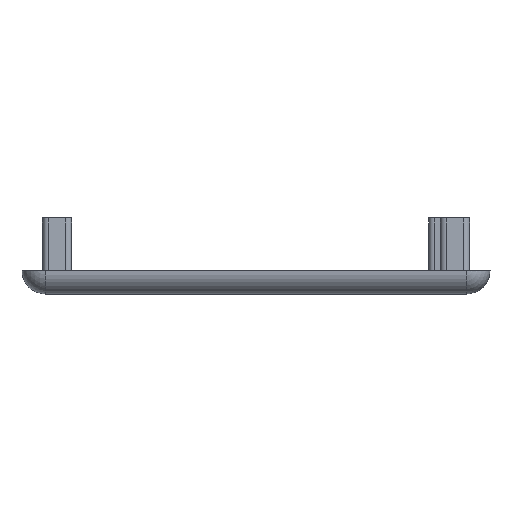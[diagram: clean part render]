
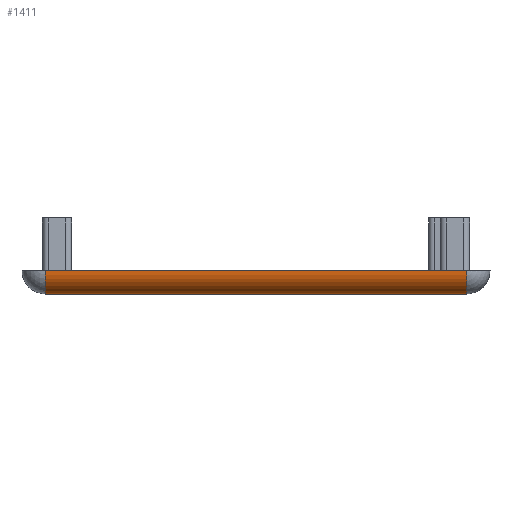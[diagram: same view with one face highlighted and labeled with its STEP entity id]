
A CAD part, front view. The second image highlights one B-rep face of the part: STEP entity #1411.
In plain terms, the highlighted cylindrical face has radius 4 mm (diameter 8 mm), a partial arc.
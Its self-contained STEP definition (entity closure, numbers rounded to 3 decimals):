
#28 = VERTEX_POINT ( 'NONE', #1930 ) ;
#31 = ORIENTED_EDGE ( 'NONE', *, *, #992, .T. ) ;
#79 = CIRCLE ( 'NONE', #1906, 4. ) ;
#95 = CARTESIAN_POINT ( 'NONE',  ( 12.96, -41., 0. ) ) ;
#119 = CARTESIAN_POINT ( 'NONE',  ( -36., -37., 0. ) ) ;
#351 = LINE ( 'NONE', #1888, #1237 ) ;
#376 = DIRECTION ( 'NONE',  ( 0., 0., -1. ) ) ;
#504 = DIRECTION ( 'NONE',  ( 1., 0., 0. ) ) ;
#507 = DIRECTION ( 'NONE',  ( 1., 0., 0. ) ) ;
#547 = CIRCLE ( 'NONE', #1654, 4. ) ;
#592 = EDGE_CURVE ( 'NONE', #28, #1802, #79, .T. ) ;
#679 = EDGE_LOOP ( 'NONE', ( #1530, #31, #1227, #967 ) ) ;
#700 = CARTESIAN_POINT ( 'NONE',  ( 36., -37., -4. ) ) ;
#792 = FACE_OUTER_BOUND ( 'NONE', #679, .T. ) ;
#911 = DIRECTION ( 'NONE',  ( 0., 0., -1. ) ) ;
#941 = CARTESIAN_POINT ( 'NONE',  ( 36., -37., 0. ) ) ;
#967 = ORIENTED_EDGE ( 'NONE', *, *, #1633, .F. ) ;
#977 = DIRECTION ( 'NONE',  ( 1., 0., 0. ) ) ;
#992 = EDGE_CURVE ( 'NONE', #1408, #1802, #351, .T. ) ;
#1101 = CYLINDRICAL_SURFACE ( 'NONE', #1818, 4. ) ;
#1227 = ORIENTED_EDGE ( 'NONE', *, *, #592, .F. ) ;
#1237 = VECTOR ( 'NONE', #504, 1000. ) ;
#1377 = VERTEX_POINT ( 'NONE', #1895 ) ;
#1402 = CARTESIAN_POINT ( 'NONE',  ( 40., -37., 0. ) ) ;
#1408 = VERTEX_POINT ( 'NONE', #1894 ) ;
#1411 = ADVANCED_FACE ( 'NONE', ( #792 ), #1101, .T. ) ;
#1430 = VECTOR ( 'NONE', #507, 1000. ) ;
#1440 = DIRECTION ( 'NONE',  ( 0., 0., -1. ) ) ;
#1464 = DIRECTION ( 'NONE',  ( 1., 0., 0. ) ) ;
#1525 = DIRECTION ( 'NONE',  ( 1., 0., 0. ) ) ;
#1530 = ORIENTED_EDGE ( 'NONE', *, *, #1563, .T. ) ;
#1563 = EDGE_CURVE ( 'NONE', #1377, #1408, #547, .T. ) ;
#1633 = EDGE_CURVE ( 'NONE', #1377, #28, #1870, .T. ) ;
#1654 = AXIS2_PLACEMENT_3D ( 'NONE', #119, #1464, #1440 ) ;
#1802 = VERTEX_POINT ( 'NONE', #700 ) ;
#1818 = AXIS2_PLACEMENT_3D ( 'NONE', #1402, #977, #376 ) ;
#1870 = LINE ( 'NONE', #95, #1430 ) ;
#1888 = CARTESIAN_POINT ( 'NONE',  ( 40., -37., -4. ) ) ;
#1894 = CARTESIAN_POINT ( 'NONE',  ( -36., -37., -4. ) ) ;
#1895 = CARTESIAN_POINT ( 'NONE',  ( -36., -41., 0. ) ) ;
#1906 = AXIS2_PLACEMENT_3D ( 'NONE', #941, #1525, #911 ) ;
#1930 = CARTESIAN_POINT ( 'NONE',  ( 36., -41., 0. ) ) ;
